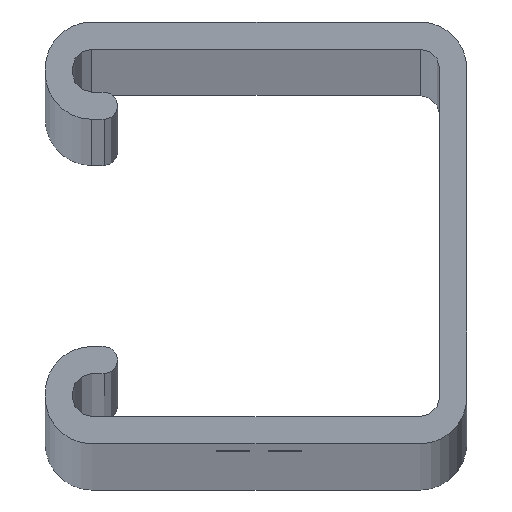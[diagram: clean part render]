
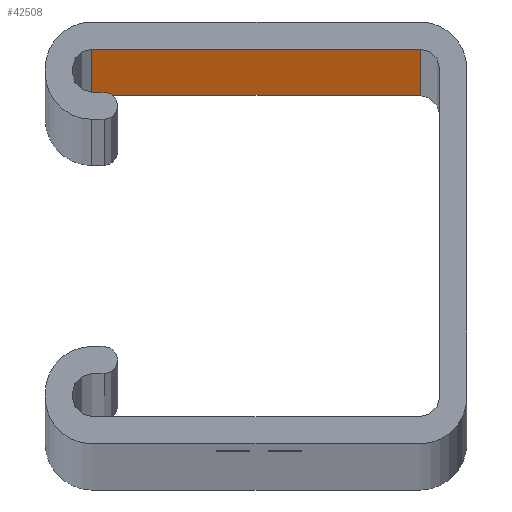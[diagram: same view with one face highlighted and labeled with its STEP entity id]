
A CAD part, top view. The second image highlights one B-rep face of the part: STEP entity #42508.
In plain terms, the highlighted planar face has unit normal (0, -1, 0).
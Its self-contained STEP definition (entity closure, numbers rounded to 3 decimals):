
#142 = DIRECTION ( 'NONE',  ( 1., 0., 0. ) ) ;
#558 = CARTESIAN_POINT ( 'NONE',  ( -0.18, 0.708, -51. ) ) ;
#5010 = CARTESIAN_POINT ( 'NONE',  ( -0.18, 0.708, -51. ) ) ;
#6650 = CARTESIAN_POINT ( 'NONE',  ( -1.445, 0.707, -51. ) ) ;
#7617 = EDGE_CURVE ( 'Edge3', #21926, #13496, #60849, .T. ) ;
#9711 = LINE ( 'NONE', #10084, #14927 ) ;
#10084 = CARTESIAN_POINT ( 'NONE',  ( -1.445, 0.707, -51. ) ) ;
#11169 = EDGE_LOOP ( 'NONE', ( #29810, #16218, #19043, #41695 ) ) ;
#12417 = EDGE_CURVE ( 'NONE', #18136, #13496, #42965, .T. ) ;
#13496 = VERTEX_POINT ( 'NONE', #14120 ) ;
#14120 = CARTESIAN_POINT ( 'NONE',  ( -0.18, 0.708, 51. ) ) ;
#14737 = CARTESIAN_POINT ( 'NONE',  ( -0.18, 0.708, 51. ) ) ;
#14927 = VECTOR ( 'NONE', #32584, 39.37 ) ;
#16218 = ORIENTED_EDGE ( 'NONE', *, *, #35527, .F. ) ;
#18136 = VERTEX_POINT ( 'NONE', #558 ) ;
#18996 = CARTESIAN_POINT ( 'NONE',  ( -0.18, 0.708, -51. ) ) ;
#19043 = ORIENTED_EDGE ( 'NONE', *, *, #46877, .T. ) ;
#21926 = VERTEX_POINT ( 'NONE', #55253 ) ;
#22599 = LINE ( 'NONE', #67611, #71787 ) ;
#29810 = ORIENTED_EDGE ( 'NONE', *, *, #7617, .F. ) ;
#32584 = DIRECTION ( 'NONE',  ( 0., 0., 1. ) ) ;
#35527 = EDGE_CURVE ( 'Edge34', #48679, #21926, #9711, .T. ) ;
#39483 = DIRECTION ( 'NONE',  ( 1., 0., 0. ) ) ;
#40586 = DIRECTION ( 'NONE',  ( 0., -1., 0. ) ) ;
#40853 = AXIS2_PLACEMENT_3D ( 'NONE', #5010, #40586, #142 ) ;
#41695 = ORIENTED_EDGE ( 'NONE', *, *, #12417, .T. ) ;
#42508 = ADVANCED_FACE ( 'Face5', ( #63100 ), #73978, .T. ) ;
#42965 = LINE ( 'NONE', #18996, #64800 ) ;
#43331 = DIRECTION ( 'NONE',  ( 0., 0., 1. ) ) ;
#46877 = EDGE_CURVE ( 'NONE', #48679, #18136, #22599, .T. ) ;
#48151 = VECTOR ( 'NONE', #60486, 39.37 ) ;
#48679 = VERTEX_POINT ( 'NONE', #6650 ) ;
#55253 = CARTESIAN_POINT ( 'NONE',  ( -1.445, 0.707, 51. ) ) ;
#60486 = DIRECTION ( 'NONE',  ( 1., 0., 0. ) ) ;
#60849 = LINE ( 'NONE', #14737, #48151 ) ;
#63100 = FACE_OUTER_BOUND ( 'NONE', #11169, .T. ) ;
#64800 = VECTOR ( 'NONE', #43331, 39.37 ) ;
#67611 = CARTESIAN_POINT ( 'NONE',  ( -0.18, 0.708, -51. ) ) ;
#71787 = VECTOR ( 'NONE', #39483, 39.37 ) ;
#73978 = PLANE ( 'NONE',  #40853 ) ;
